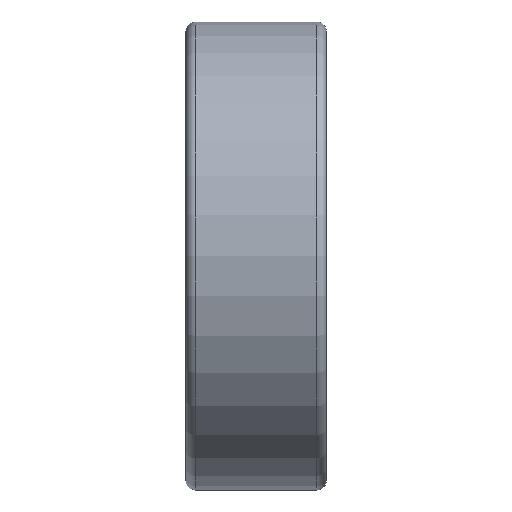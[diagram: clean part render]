
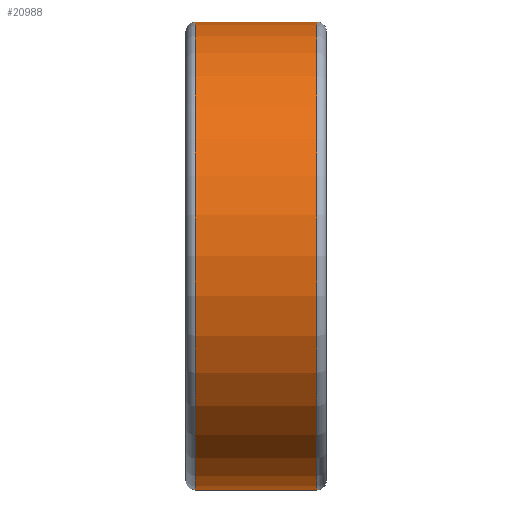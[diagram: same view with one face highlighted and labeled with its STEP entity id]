
A CAD part, top view. The second image highlights one B-rep face of the part: STEP entity #20988.
In plain terms, the highlighted cylindrical face has radius 15 mm (diameter 30 mm), a partial arc.
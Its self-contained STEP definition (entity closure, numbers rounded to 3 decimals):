
#10791=DIRECTION('',(-1.,0.,0.));
#10792=VECTOR('',#10791,7.8);
#10793=CARTESIAN_POINT('',(3.9,15.,0.));
#10794=LINE('',#10793,#10792);
#10798=DIRECTION('',(-1.,0.,0.));
#10799=VECTOR('',#10798,7.8);
#10800=CARTESIAN_POINT('',(3.9,-15.,0.));
#10801=LINE('',#10800,#10799);
#10813=CARTESIAN_POINT('',(3.9,0.,0.));
#10814=DIRECTION('',(1.,0.,0.));
#10815=DIRECTION('',(0.,1.,0.));
#10816=AXIS2_PLACEMENT_3D('',#10813,#10814,#10815);
#10821=CARTESIAN_POINT('',(-3.9,0.,0.));
#10822=DIRECTION('',(1.,0.,0.));
#10823=DIRECTION('',(0.,1.,0.));
#10824=AXIS2_PLACEMENT_3D('',#10821,#10822,#10823);
#17884=CARTESIAN_POINT('',(3.9,15.,0.));
#17885=CARTESIAN_POINT('',(-3.9,15.,0.));
#17886=VERTEX_POINT('',#17884);
#17887=VERTEX_POINT('',#17885);
#17896=CARTESIAN_POINT('',(3.9,-15.,0.));
#17897=CARTESIAN_POINT('',(-3.9,-15.,0.));
#17898=VERTEX_POINT('',#17896);
#17899=VERTEX_POINT('',#17897);
#20976=CARTESIAN_POINT('',(-4.95,0.,0.));
#20977=DIRECTION('',(1.,0.,0.));
#20978=DIRECTION('',(0.,-1.,0.));
#20979=AXIS2_PLACEMENT_3D('',#20976,#20977,#20978);
#20980=CYLINDRICAL_SURFACE('',#20979,15.);
#20981=ORIENTED_EDGE('',*,*,#20966,.F.);
#20982=ORIENTED_EDGE('',*,*,#20943,.T.);
#20983=ORIENTED_EDGE('',*,*,#20970,.T.);
#20985=ORIENTED_EDGE('',*,*,#20984,.F.);
#20986=EDGE_LOOP('',(#20981,#20982,#20983,#20985));
#20987=FACE_OUTER_BOUND('',#20986,.F.);
#10817=CIRCLE('',#10816,15.);
#10825=CIRCLE('',#10824,15.);
#20943=EDGE_CURVE('',#17886,#17898,#10817,.T.);
#20966=EDGE_CURVE('',#17886,#17887,#10794,.T.);
#20970=EDGE_CURVE('',#17898,#17899,#10801,.T.);
#20984=EDGE_CURVE('',#17887,#17899,#10825,.T.);
#20988=ADVANCED_FACE('',(#20987),#20980,.T.);
